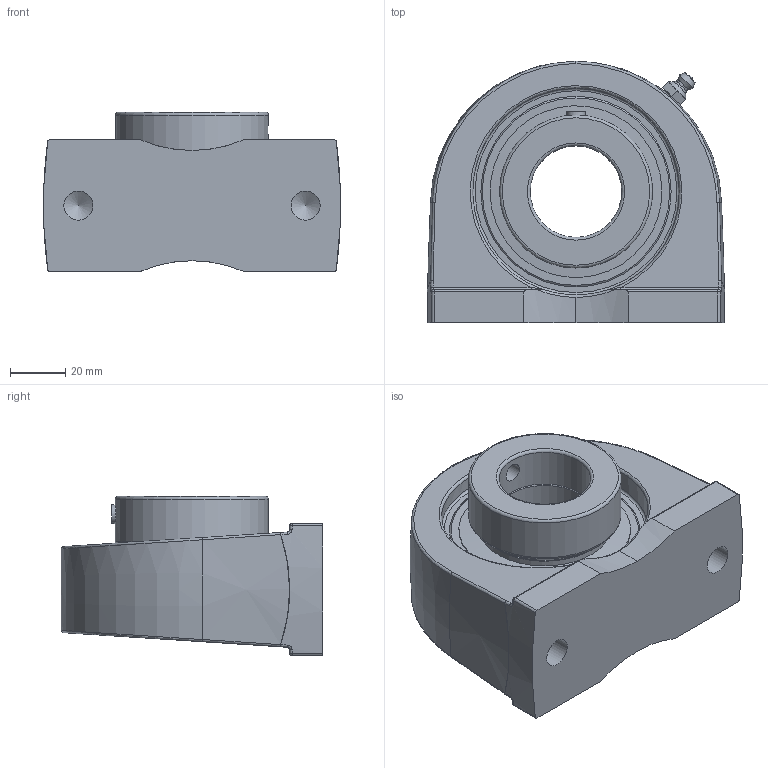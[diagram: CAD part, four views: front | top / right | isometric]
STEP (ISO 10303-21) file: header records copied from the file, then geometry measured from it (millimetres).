
FILE_DESCRIPTION(('HOOPS Exchange Step'),'2;1');
FILE_NAME('export-99B1569D-6810-4048-97C9-B00F3A0EBD69.stp','2019-12-13T15:27:10-08:00',('ibuslach'),('Alibre'),'HOOPS Exchange 2019.2','Alibre','Unknown authorisation');
FILE_SCHEMA( ('AP242_MANAGED_MODEL_BASED_3D_ENGINEERING_MIM_LF {1 0 10303 442 1 1 4 }') );
Length unit declared in the file: centimetre
Products named in the file (8): MRN SPA 207; UCP ZERK 6mm; SNC 207 SHIELD; SNC 207-21 RACES; SNC 207-21 COLLAR; SNC 207 SS; MRN SNC 207-21; MRN SNCPA 207-21
Assembly tree (8 placements, depth 3):
  MRN SNCPA 207-21
    MRN SPA 207
    UCP ZERK 6mm
    MRN SNC 207-21
      SNC 207 SHIELD  x2
      SNC 207-21 RACES
      SNC 207-21 COLLAR
      SNC 207 SS
Bounding box: 108 x 95 x 57.91 mm (x, y, z)
Volume: 255716.3 mm3; surface area: 71571.9 mm2
Topology: 8 solids, 8 shells, 198 faces, 517 edges, 327 vertices
Faces by surface type: cylinder 57, plane 50, bspline 30, torus 24, cone 22, sphere 15
Full cylindrical faces by diameter (mm): 2.508 x2, 6 x2, 6.782 x3, 10.592 x2, 33.338 x2, 44.196 x2, 46.672 x2, 46.736 x2, 47.752 x2, 55.601 x1, 59.006 x2, 62.484 x2, 75.166 x2
Entity records: 12811 total; most frequent: CARTESIAN_POINT 8005, DIRECTION 988, ORIENTED_EDGE 968, EDGE_CURVE 484, AXIS2_PLACEMENT_3D 426, VERTEX_POINT 313, CIRCLE 227, EDGE_LOOP 215
